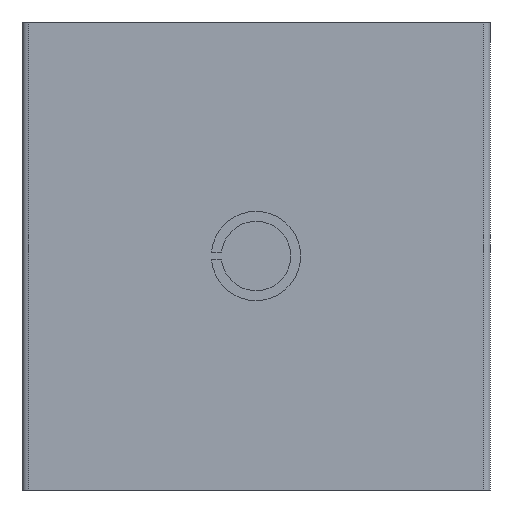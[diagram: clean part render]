
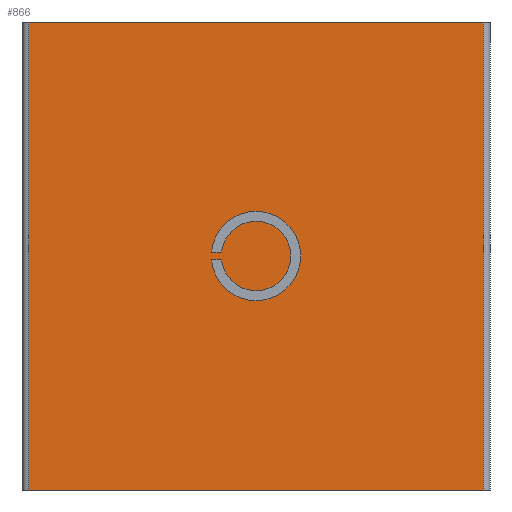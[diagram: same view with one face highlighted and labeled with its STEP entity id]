
A CAD part, front view. The second image highlights one B-rep face of the part: STEP entity #866.
In plain terms, the highlighted planar face has unit normal (0, -1, 0).
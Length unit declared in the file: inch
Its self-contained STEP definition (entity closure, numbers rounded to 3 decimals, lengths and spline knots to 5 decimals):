
#1 = DIRECTION ( 'NONE',  ( 0., 0., 1. ) ) ;
#10 = DIRECTION ( 'NONE',  ( 0., -1., 0. ) ) ;
#27 = CARTESIAN_POINT ( 'NONE',  ( -2.95, 0., -2.95 ) ) ;
#38 = DIRECTION ( 'NONE',  ( -1., 0., 0. ) ) ;
#57 = DIRECTION ( 'NONE',  ( 0., 0., 1. ) ) ;
#69 = VERTEX_POINT ( 'NONE', #529 ) ;
#79 = EDGE_LOOP ( 'NONE', ( #417, #806, #157, #579, #743, #180, #660, #691 ) ) ;
#88 = ORIENTED_EDGE ( 'NONE', *, *, #962, .T. ) ;
#89 = PLANE ( 'NONE',  #309 ) ;
#94 = CARTESIAN_POINT ( 'NONE',  ( -2.864, 0., -2.95 ) ) ;
#100 = FACE_OUTER_BOUND ( 'NONE', #723, .T. ) ;
#103 = VECTOR ( 'NONE', #38, 39.37008 ) ;
#124 = DIRECTION ( 'NONE',  ( 0., 1., 0. ) ) ;
#147 = EDGE_CURVE ( 'NONE', #981, #228, #382, .T. ) ;
#157 = ORIENTED_EDGE ( 'NONE', *, *, #168, .T. ) ;
#159 = CARTESIAN_POINT ( 'NONE',  ( 0., 0., 0. ) ) ;
#165 = VERTEX_POINT ( 'NONE', #889 ) ;
#168 = EDGE_CURVE ( 'NONE', #939, #976, #360, .T. ) ;
#176 = VERTEX_POINT ( 'NONE', #387 ) ;
#180 = ORIENTED_EDGE ( 'NONE', *, *, #1049, .T. ) ;
#221 = AXIS2_PLACEMENT_3D ( 'NONE', #958, #124, #57 ) ;
#225 = CARTESIAN_POINT ( 'NONE',  ( -0.56027, 0., -0.05 ) ) ;
#228 = VERTEX_POINT ( 'NONE', #876 ) ;
#248 = VERTEX_POINT ( 'NONE', #707 ) ;
#270 = CARTESIAN_POINT ( 'NONE',  ( 0., 0., 0. ) ) ;
#272 = CARTESIAN_POINT ( 'NONE',  ( -0.56027, 0., 0.05 ) ) ;
#275 = EDGE_CURVE ( 'NONE', #165, #939, #498, .T. ) ;
#281 = DIRECTION ( 'NONE',  ( 0., 0., -1. ) ) ;
#289 = VECTOR ( 'NONE', #712, 39.37008 ) ;
#293 = CIRCLE ( 'NONE', #1007, 0.4375 ) ;
#296 = CARTESIAN_POINT ( 'NONE',  ( -2.95, 0., -2.95 ) ) ;
#305 = DIRECTION ( 'NONE',  ( 1., 0., 0. ) ) ;
#307 = AXIS2_PLACEMENT_3D ( 'NONE', #159, #488, #1 ) ;
#308 = CIRCLE ( 'NONE', #740, 0.4375 ) ;
#309 = AXIS2_PLACEMENT_3D ( 'NONE', #27, #10, #772 ) ;
#322 = CARTESIAN_POINT ( 'NONE',  ( 0., 0., -0.4375 ) ) ;
#329 = ORIENTED_EDGE ( 'NONE', *, *, #1050, .F. ) ;
#343 = VECTOR ( 'NONE', #305, 39.37008 ) ;
#355 = DIRECTION ( 'NONE',  ( 0., 0., 1. ) ) ;
#360 = CIRCLE ( 'NONE', #221, 0.5625 ) ;
#372 = LINE ( 'NONE', #543, #343 ) ;
#380 = DIRECTION ( 'NONE',  ( 0., -1., 0. ) ) ;
#381 = DIRECTION ( 'NONE',  ( 0., 0., 1. ) ) ;
#382 = LINE ( 'NONE', #646, #289 ) ;
#387 = CARTESIAN_POINT ( 'NONE',  ( -0.43463, 0., 0.05 ) ) ;
#392 = VERTEX_POINT ( 'NONE', #926 ) ;
#417 = ORIENTED_EDGE ( 'NONE', *, *, #706, .T. ) ;
#453 = VERTEX_POINT ( 'NONE', #94 ) ;
#473 = VERTEX_POINT ( 'NONE', #272 ) ;
#488 = DIRECTION ( 'NONE',  ( 0., 1., 0. ) ) ;
#491 = DIRECTION ( 'NONE',  ( 0., 0., 1. ) ) ;
#498 = CIRCLE ( 'NONE', #307, 0.5625 ) ;
#508 = CARTESIAN_POINT ( 'NONE',  ( 2.864, 0., -2.95 ) ) ;
#529 = CARTESIAN_POINT ( 'NONE',  ( 2.864, 0., -2.95 ) ) ;
#531 = CIRCLE ( 'NONE', #702, 0.4375 ) ;
#533 = CARTESIAN_POINT ( 'NONE',  ( 0., 0., 0. ) ) ;
#539 = DIRECTION ( 'NONE',  ( 0., -1., 0. ) ) ;
#543 = CARTESIAN_POINT ( 'NONE',  ( -2.95, 0., -0.05 ) ) ;
#547 = EDGE_CURVE ( 'NONE', #248, #678, #531, .T. ) ;
#569 = VECTOR ( 'NONE', #674, 39.37008 ) ;
#573 = CARTESIAN_POINT ( 'NONE',  ( 0., 0., 0. ) ) ;
#579 = ORIENTED_EDGE ( 'NONE', *, *, #635, .T. ) ;
#615 = LINE ( 'NONE', #790, #761 ) ;
#635 = EDGE_CURVE ( 'NONE', #976, #248, #372, .T. ) ;
#637 = AXIS2_PLACEMENT_3D ( 'NONE', #573, #903, #491 ) ;
#646 = CARTESIAN_POINT ( 'NONE',  ( 2.95, 0., 2.95 ) ) ;
#660 = ORIENTED_EDGE ( 'NONE', *, *, #819, .T. ) ;
#667 = LINE ( 'NONE', #508, #725 ) ;
#674 = DIRECTION ( 'NONE',  ( -1., 0., 0. ) ) ;
#678 = VERTEX_POINT ( 'NONE', #322 ) ;
#688 = DIRECTION ( 'NONE',  ( 0., -1., 0. ) ) ;
#691 = ORIENTED_EDGE ( 'NONE', *, *, #895, .T. ) ;
#699 = CARTESIAN_POINT ( 'NONE',  ( 0., 0., 0. ) ) ;
#702 = AXIS2_PLACEMENT_3D ( 'NONE', #699, #539, #381 ) ;
#703 = LINE ( 'NONE', #296, #103 ) ;
#706 = EDGE_CURVE ( 'NONE', #473, #165, #813, .T. ) ;
#707 = CARTESIAN_POINT ( 'NONE',  ( -0.43463, 0., -0.05 ) ) ;
#712 = DIRECTION ( 'NONE',  ( 1., 0., 0. ) ) ;
#715 = CARTESIAN_POINT ( 'NONE',  ( -2.864, 0., 2.95 ) ) ;
#723 = EDGE_LOOP ( 'NONE', ( #329, #838, #862, #88 ) ) ;
#725 = VECTOR ( 'NONE', #848, 39.37008 ) ;
#740 = AXIS2_PLACEMENT_3D ( 'NONE', #270, #688, #355 ) ;
#743 = ORIENTED_EDGE ( 'NONE', *, *, #547, .T. ) ;
#761 = VECTOR ( 'NONE', #281, 39.37008 ) ;
#763 = CARTESIAN_POINT ( 'NONE',  ( 0., 0., -0.5625 ) ) ;
#772 = DIRECTION ( 'NONE',  ( 0., 0., -1. ) ) ;
#790 = CARTESIAN_POINT ( 'NONE',  ( -2.864, 0., -2.95 ) ) ;
#806 = ORIENTED_EDGE ( 'NONE', *, *, #275, .T. ) ;
#813 = CIRCLE ( 'NONE', #637, 0.5625 ) ;
#819 = EDGE_CURVE ( 'NONE', #392, #176, #308, .T. ) ;
#838 = ORIENTED_EDGE ( 'NONE', *, *, #928, .F. ) ;
#848 = DIRECTION ( 'NONE',  ( 0., 0., -1. ) ) ;
#862 = ORIENTED_EDGE ( 'NONE', *, *, #147, .F. ) ;
#866 = ADVANCED_FACE ( 'NONE', ( #100, #1025 ), #89, .T. ) ;
#869 = DIRECTION ( 'NONE',  ( 0., 0., 1. ) ) ;
#876 = CARTESIAN_POINT ( 'NONE',  ( 2.864, 0., 2.95 ) ) ;
#889 = CARTESIAN_POINT ( 'NONE',  ( 0., 0., 0.5625 ) ) ;
#895 = EDGE_CURVE ( 'NONE', #176, #473, #1015, .T. ) ;
#903 = DIRECTION ( 'NONE',  ( 0., 1., 0. ) ) ;
#926 = CARTESIAN_POINT ( 'NONE',  ( 0., 0., 0.4375 ) ) ;
#928 = EDGE_CURVE ( 'NONE', #228, #69, #667, .T. ) ;
#935 = CARTESIAN_POINT ( 'NONE',  ( -2.95, 0., 0.05 ) ) ;
#939 = VERTEX_POINT ( 'NONE', #763 ) ;
#958 = CARTESIAN_POINT ( 'NONE',  ( 0., 0., 0. ) ) ;
#962 = EDGE_CURVE ( 'NONE', #981, #453, #615, .T. ) ;
#976 = VERTEX_POINT ( 'NONE', #225 ) ;
#981 = VERTEX_POINT ( 'NONE', #715 ) ;
#1007 = AXIS2_PLACEMENT_3D ( 'NONE', #533, #380, #869 ) ;
#1015 = LINE ( 'NONE', #935, #569 ) ;
#1025 = FACE_BOUND ( 'NONE', #79, .T. ) ;
#1049 = EDGE_CURVE ( 'NONE', #678, #392, #293, .T. ) ;
#1050 = EDGE_CURVE ( 'NONE', #69, #453, #703, .T. ) ;
